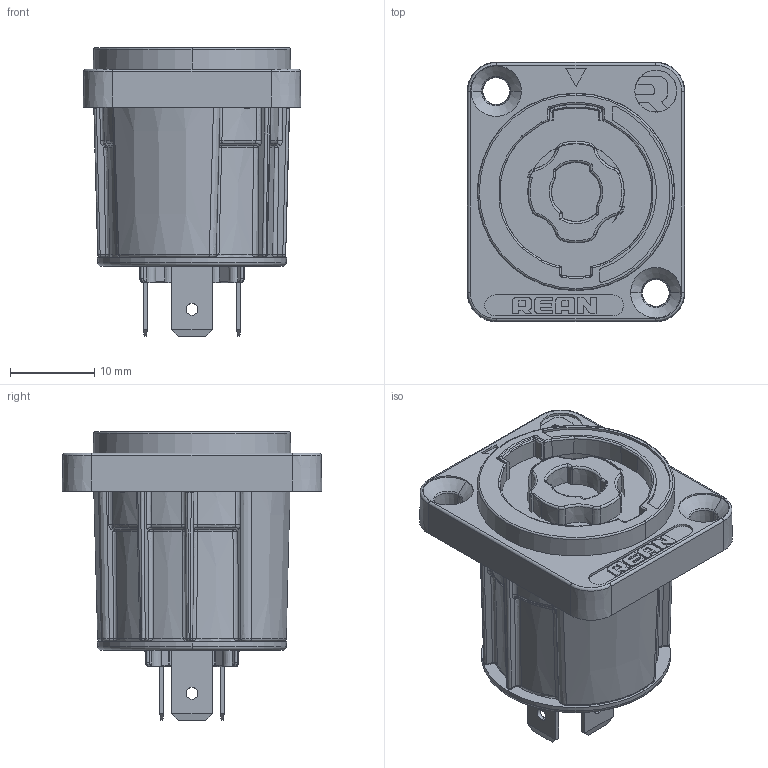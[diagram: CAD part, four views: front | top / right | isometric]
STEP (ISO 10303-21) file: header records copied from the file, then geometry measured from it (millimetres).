
FILE_DESCRIPTION((''),'2;1');
FILE_NAME('RLS4MPZ','2021-06-08T13:16:29',('phk'),(''),'CREO PARAMETRIC BY PTC INC, 2019080','CREO PARAMETRIC BY PTC INC, 2019080','');
FILE_SCHEMA(('CONFIG_CONTROL_DESIGN'));
Products named in the file (1): RLS4MPZ
Bounding box: 25.9 x 30.9 x 34.3 mm (x, y, z)
Volume: 10528.5 mm3; surface area: 5970.2 mm2
Topology: 1 solids, 6 shells, 985 faces, 2424 edges, 1472 vertices
Faces by surface type: plane 297, bspline 199, cylinder 163, extrusion 105, cone 92, torus 85, sphere 44
Entity records: 41827 total; most frequent: CARTESIAN_POINT 20436, ORIENTED_EDGE 4838, DIRECTION 3796, EDGE_CURVE 2424, VERTEX_POINT 1472, AXIS2_PLACEMENT_3D 1364, VECTOR 1068, EDGE_LOOP 1034
